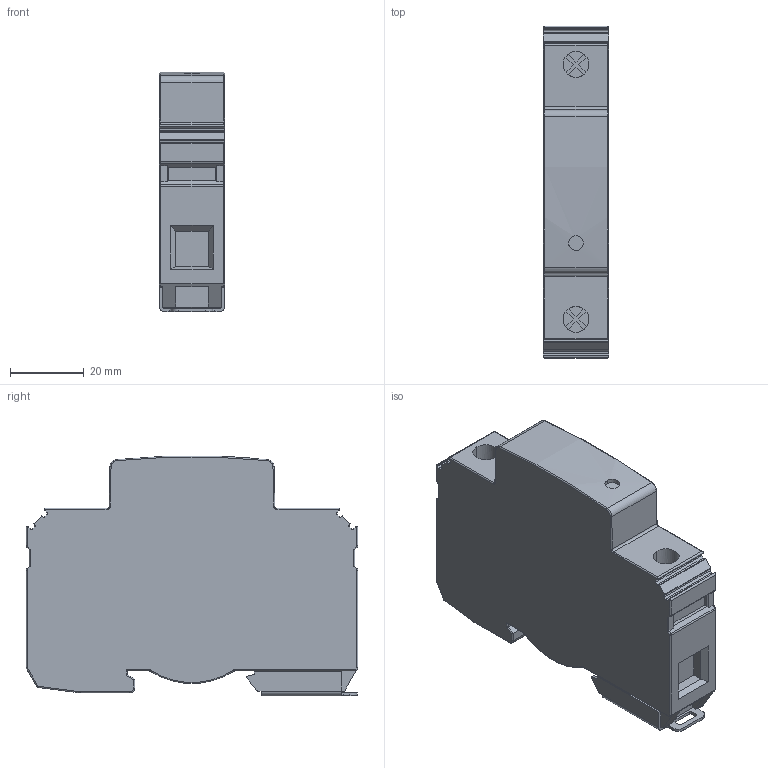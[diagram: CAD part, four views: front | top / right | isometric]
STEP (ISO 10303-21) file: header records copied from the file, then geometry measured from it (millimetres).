
FILE_DESCRIPTION(('Creo Elements/Direct Modeling STEP Export'),'2;1');
FILE_NAME('model.stp','2020-07-20T 8:45:35',(''),(''),'Creo Elements/Direct Modeling STEP processor for AP214 (Solid Model)','Creo Elements/Direct Modeling 20.1A 29-Sep-2018 (C) Parametric Technology GmbH','');
FILE_SCHEMA(('AUTOMOTIVE_DESIGN { 1 0 10303 214 1 1 1 1 }'));
Length unit declared in the file: millimetre
Products named in the file (2): FLT_50_N-PE_CTRL-4.0_select
Assembly tree (1 placements, depth 2):
  FLT_50_N-PE_CTRL-4.0_select
    FLT_50_N-PE_CTRL-4.0_select
Bounding box: 17.6 x 89.8 x 64.88 mm (x, y, z)
Volume: 83669.3 mm3; surface area: 16728.6 mm2
Topology: 1 solids, 1 shells, 280 faces, 733 edges, 458 vertices
Faces by surface type: plane 150, cylinder 105, torus 25
Entity records: 11275 total; most frequent: CARTESIAN_POINT 2215, ORIENTED_EDGE 1466, DIRECTION 1450, EDGE_CURVE 733, VECTOR 486, LINE 486, AXIS2_PLACEMENT_3D 482, VERTEX_POINT 458
